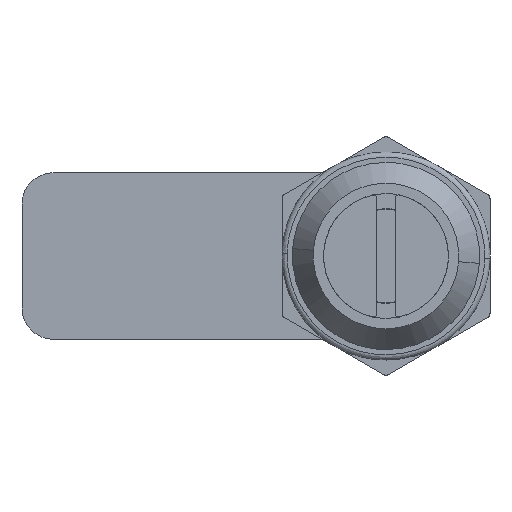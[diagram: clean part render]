
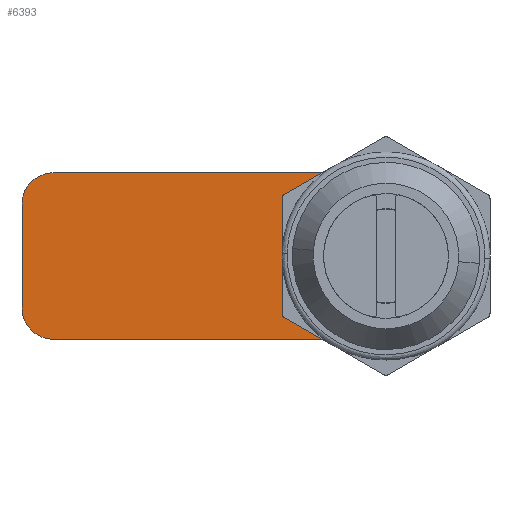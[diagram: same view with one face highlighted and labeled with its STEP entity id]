
A CAD part, front view. The second image highlights one B-rep face of the part: STEP entity #6393.
In plain terms, the highlighted free-form (B-spline) face has degree [1, 1] with [2, 2] control points.
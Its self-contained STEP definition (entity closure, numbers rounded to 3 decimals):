
#6266=CARTESIAN_POINT('',(-37.148,17.6,8.799));
#6267=CARTESIAN_POINT('',(10.148,17.6,8.799));
#6268=CARTESIAN_POINT('',(-37.148,17.6,-8.799));
#6269=CARTESIAN_POINT('',(10.148,17.6,-8.799));
#6270=B_SPLINE_SURFACE_WITH_KNOTS('',1,1,((#6266,#6268),(#6267,#6269)),.UNSPECIFIED.,.F.,.F.,.U.,(2,2),(2,2),(0.0,47.296),(0.0,17.598),.UNSPECIFIED.);
#6271=CARTESIAN_POINT('',(-32.0,17.6,8.0));
#6272=VERTEX_POINT('',#6271);
#6273=CARTESIAN_POINT('',(-35.0,17.6,5.0));
#6274=VERTEX_POINT('',#6273);
#6275=CARTESIAN_POINT('',(-32.0,17.6,8.0));
#6276=CARTESIAN_POINT('',(-35.,17.6,8.0));
#6277=CARTESIAN_POINT('',(-35.0,17.6,5.0));
#6285=(BOUNDED_CURVE()B_SPLINE_CURVE(2,(#6275,#6276,#6277),.UNSPECIFIED.,.F.,.U.)CURVE()GEOMETRIC_REPRESENTATION_ITEM()QUASI_UNIFORM_CURVE()RATIONAL_B_SPLINE_CURVE((1.0,0.707,1.0))REPRESENTATION_ITEM(''));
#6286=EDGE_CURVE('',#6272,#6274,#6285,.T.);
#6287=ORIENTED_EDGE('',*,*,#6286,.T.);
#6288=CARTESIAN_POINT('',(-35.0,17.6,-5.));
#6289=VERTEX_POINT('',#6288);
#6290=CARTESIAN_POINT('',(-35.0,17.6,-5.));
#6291=CARTESIAN_POINT('',(-35.0,17.6,5.0));
#6292=QUASI_UNIFORM_CURVE('',1,(#6290,#6291),.UNSPECIFIED.,.F.,.U.);
#6293=EDGE_CURVE('',#6289,#6274,#6292,.T.);
#6294=ORIENTED_EDGE('',*,*,#6293,.F.);
#6295=CARTESIAN_POINT('',(-32.0,17.6,-8.0));
#6296=VERTEX_POINT('',#6295);
#6297=CARTESIAN_POINT('',(-35.0,17.6,-5.));
#6298=CARTESIAN_POINT('',(-35.,17.6,-6.243));
#6299=CARTESIAN_POINT('',(-34.121,17.6,-7.121));
#6300=CARTESIAN_POINT('',(-33.243,17.6,-8.0));
#6301=CARTESIAN_POINT('',(-32.0,17.6,-8.0));
#6309=(BOUNDED_CURVE()B_SPLINE_CURVE(2,(#6297,#6298,#6299,#6300,#6301),.UNSPECIFIED.,.F.,.U.)B_SPLINE_CURVE_WITH_KNOTS((3,2,3),(0.0,0.5,1.0),.UNSPECIFIED.)CURVE()GEOMETRIC_REPRESENTATION_ITEM()RATIONAL_B_SPLINE_CURVE((1.0,0.924,1.0,0.924,1.0))REPRESENTATION_ITEM(''));
#6310=EDGE_CURVE('',#6289,#6296,#6309,.T.);
#6311=ORIENTED_EDGE('',*,*,#6310,.T.);
#6312=CARTESIAN_POINT('',(5.0,17.6,-8.0));
#6313=VERTEX_POINT('',#6312);
#6314=CARTESIAN_POINT('',(5.0,17.6,-8.0));
#6315=CARTESIAN_POINT('',(-32.0,17.6,-8.0));
#6316=QUASI_UNIFORM_CURVE('',1,(#6314,#6315),.UNSPECIFIED.,.F.,.U.);
#6317=EDGE_CURVE('',#6313,#6296,#6316,.T.);
#6318=ORIENTED_EDGE('',*,*,#6317,.F.);
#6319=CARTESIAN_POINT('',(8.0,17.6,-5.0));
#6320=VERTEX_POINT('',#6319);
#6321=CARTESIAN_POINT('',(5.0,17.6,-8.0));
#6322=CARTESIAN_POINT('',(8.0,17.6,-8.0));
#6323=CARTESIAN_POINT('',(8.0,17.6,-5.0));
#6331=(BOUNDED_CURVE()B_SPLINE_CURVE(2,(#6321,#6322,#6323),.UNSPECIFIED.,.F.,.U.)CURVE()GEOMETRIC_REPRESENTATION_ITEM()QUASI_UNIFORM_CURVE()RATIONAL_B_SPLINE_CURVE((1.0,0.707,1.0))REPRESENTATION_ITEM(''));
#6332=EDGE_CURVE('',#6313,#6320,#6331,.T.);
#6333=ORIENTED_EDGE('',*,*,#6332,.T.);
#6334=CARTESIAN_POINT('',(8.0,17.6,5.0));
#6335=VERTEX_POINT('',#6334);
#6336=CARTESIAN_POINT('',(8.0,17.6,5.0));
#6337=CARTESIAN_POINT('',(8.0,17.6,-5.0));
#6338=QUASI_UNIFORM_CURVE('',1,(#6336,#6337),.UNSPECIFIED.,.F.,.U.);
#6339=EDGE_CURVE('',#6335,#6320,#6338,.T.);
#6340=ORIENTED_EDGE('',*,*,#6339,.F.);
#6341=CARTESIAN_POINT('',(5.0,17.6,8.0));
#6342=VERTEX_POINT('',#6341);
#6343=CARTESIAN_POINT('',(8.0,17.6,5.0));
#6344=CARTESIAN_POINT('',(8.0,17.6,8.0));
#6345=CARTESIAN_POINT('',(5.0,17.6,8.0));
#6353=(BOUNDED_CURVE()B_SPLINE_CURVE(2,(#6343,#6344,#6345),.UNSPECIFIED.,.F.,.U.)CURVE()GEOMETRIC_REPRESENTATION_ITEM()QUASI_UNIFORM_CURVE()RATIONAL_B_SPLINE_CURVE((1.0,0.707,1.0))REPRESENTATION_ITEM(''));
#6354=EDGE_CURVE('',#6335,#6342,#6353,.T.);
#6355=ORIENTED_EDGE('',*,*,#6354,.T.);
#6356=CARTESIAN_POINT('',(-32.0,17.6,8.0));
#6357=CARTESIAN_POINT('',(5.0,17.6,8.0));
#6358=QUASI_UNIFORM_CURVE('',1,(#6356,#6357),.UNSPECIFIED.,.F.,.U.);
#6359=EDGE_CURVE('',#6272,#6342,#6358,.T.);
#6360=ORIENTED_EDGE('',*,*,#6359,.F.);
#6361=EDGE_LOOP('',(#6287,#6294,#6311,#6318,#6333,#6340,#6355,#6360));
#6362=FACE_OUTER_BOUND('',#6361,.T.);
#6363=CARTESIAN_POINT('',(3.55,17.6,-3.55));
#6364=VERTEX_POINT('',#6363);
#6365=CARTESIAN_POINT('',(-3.55,17.6,-3.55));
#6366=VERTEX_POINT('',#6365);
#6367=CARTESIAN_POINT('',(3.55,17.6,-3.55));
#6368=CARTESIAN_POINT('',(-3.55,17.6,-3.55));
#6369=QUASI_UNIFORM_CURVE('',1,(#6367,#6368),.UNSPECIFIED.,.F.,.U.);
#6370=EDGE_CURVE('',#6364,#6366,#6369,.T.);
#6371=ORIENTED_EDGE('',*,*,#6370,.T.);
#6372=CARTESIAN_POINT('',(-3.55,17.6,3.55));
#6373=VERTEX_POINT('',#6372);
#6374=CARTESIAN_POINT('',(-3.55,17.6,-3.55));
#6375=CARTESIAN_POINT('',(-3.55,17.6,3.55));
#6376=QUASI_UNIFORM_CURVE('',1,(#6374,#6375),.UNSPECIFIED.,.F.,.U.);
#6377=EDGE_CURVE('',#6366,#6373,#6376,.T.);
#6378=ORIENTED_EDGE('',*,*,#6377,.T.);
#6379=CARTESIAN_POINT('',(3.55,17.6,3.55));
#6380=VERTEX_POINT('',#6379);
#6381=CARTESIAN_POINT('',(-3.55,17.6,3.55));
#6382=CARTESIAN_POINT('',(3.55,17.6,3.55));
#6383=QUASI_UNIFORM_CURVE('',1,(#6381,#6382),.UNSPECIFIED.,.F.,.U.);
#6384=EDGE_CURVE('',#6373,#6380,#6383,.T.);
#6385=ORIENTED_EDGE('',*,*,#6384,.T.);
#6386=CARTESIAN_POINT('',(3.55,17.6,3.55));
#6387=CARTESIAN_POINT('',(3.55,17.6,-3.55));
#6388=QUASI_UNIFORM_CURVE('',1,(#6386,#6387),.UNSPECIFIED.,.F.,.U.);
#6389=EDGE_CURVE('',#6380,#6364,#6388,.T.);
#6390=ORIENTED_EDGE('',*,*,#6389,.T.);
#6391=EDGE_LOOP('',(#6371,#6378,#6385,#6390));
#6392=FACE_BOUND('',#6391,.T.);
#6393=ADVANCED_FACE('',(#6362,#6392),#6270,.F.);
